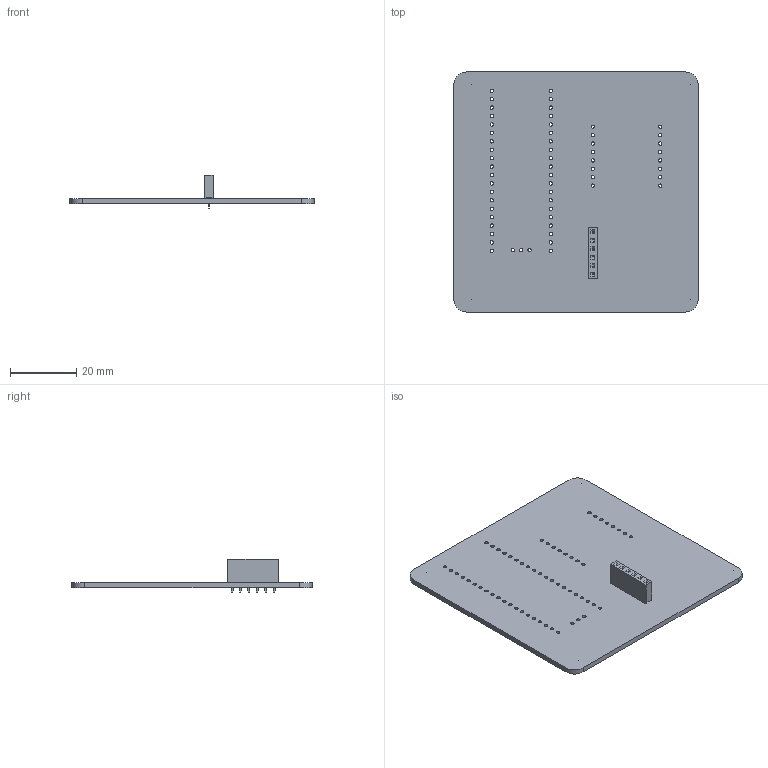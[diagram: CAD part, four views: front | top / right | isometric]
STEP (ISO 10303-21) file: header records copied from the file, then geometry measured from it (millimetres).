
FILE_DESCRIPTION(('KiCad electronic assembly'),'2;1');
FILE_NAME('boat.step','2024-03-02T12:57:51',('Pcbnew'),('Kicad'), 'Open CASCADE STEP processor 7.7','KiCad to STEP converter','Unknown' );
FILE_SCHEMA(('AUTOMOTIVE_DESIGN { 1 0 10303 214 1 1 1 1 }'));
Length unit declared in the file: millimetre
Products named in the file (4): boat 1; PinSocket_1x06_P2.54mm_Vertical; PinSocket_1x06_P254mm_Vertical; boat_PCB
Assembly tree (3 placements, depth 3):
  boat 1
    PinSocket_1x06_P2.54mm_Vertical
      PinSocket_1x06_P254mm_Vertical
    boat_PCB
Bounding box: 73.66 x 72.39 x 10.1 mm (x, y, z)
Volume: 8681.5 mm3; surface area: 11780.5 mm2
Topology: 2 solids, 2 shells, 279 faces, 747 edges, 490 vertices
Faces by surface type: plane 210, cylinder 69
Full cylindrical faces by diameter (mm): 1.02 x65
Entity records: 10349 total; most frequent: CARTESIAN_POINT 1520, ORIENTED_EDGE 1494, DIRECTION 1451, EDGE_CURVE 747, LINE 609, VECTOR 609, VERTEX_POINT 490, FACE_BOUND 435
